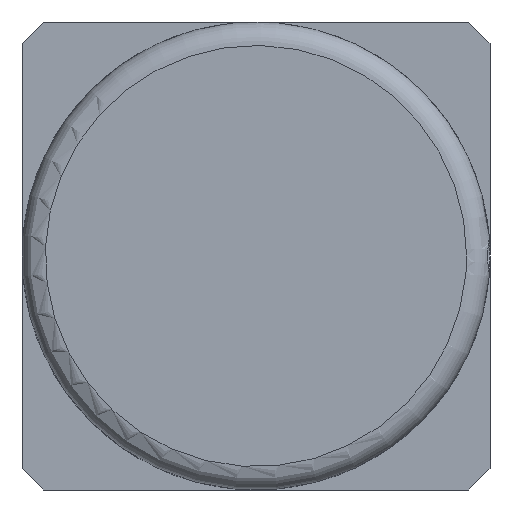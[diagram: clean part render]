
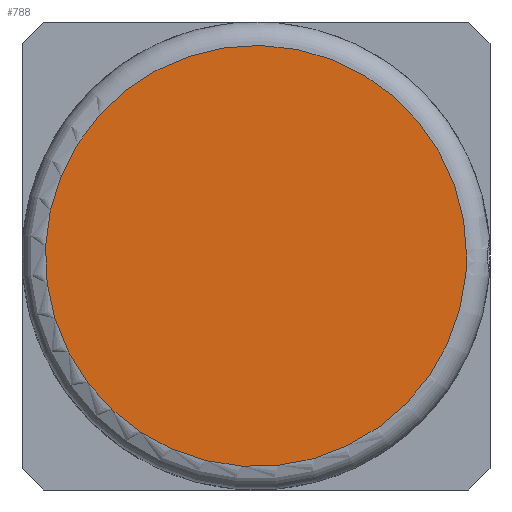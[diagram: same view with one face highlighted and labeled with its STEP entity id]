
A CAD part, front view. The second image highlights one B-rep face of the part: STEP entity #788.
In plain terms, the highlighted planar face has unit normal (0, -1, 0).
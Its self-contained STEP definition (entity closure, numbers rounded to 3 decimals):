
#110=PLANE('',#848);
#157=CIRCLE('',#842,18.);
#206=FACE_OUTER_BOUND('',#260,.T.);
#260=EDGE_LOOP('',(#525));
#339=VERTEX_POINT('',#1230);
#413=EDGE_CURVE('',#339,#339,#157,.T.);
#525=ORIENTED_EDGE('',*,*,#413,.T.);
#788=ADVANCED_FACE('',(#206),#110,.T.);
#842=AXIS2_PLACEMENT_3D('',#1231,#947,#948);
#848=AXIS2_PLACEMENT_3D('',#1241,#959,#960);
#947=DIRECTION('center_axis',(0.,-1.,0.));
#948=DIRECTION('ref_axis',(1.,0.,0.));
#959=DIRECTION('center_axis',(0.,-1.,0.));
#960=DIRECTION('ref_axis',(0.,0.,-1.));
#1230=CARTESIAN_POINT('',(18.,-6.,0.));
#1231=CARTESIAN_POINT('Origin',(0.,-6.,0.));
#1241=CARTESIAN_POINT('Origin',(9.,-6.,0.));
